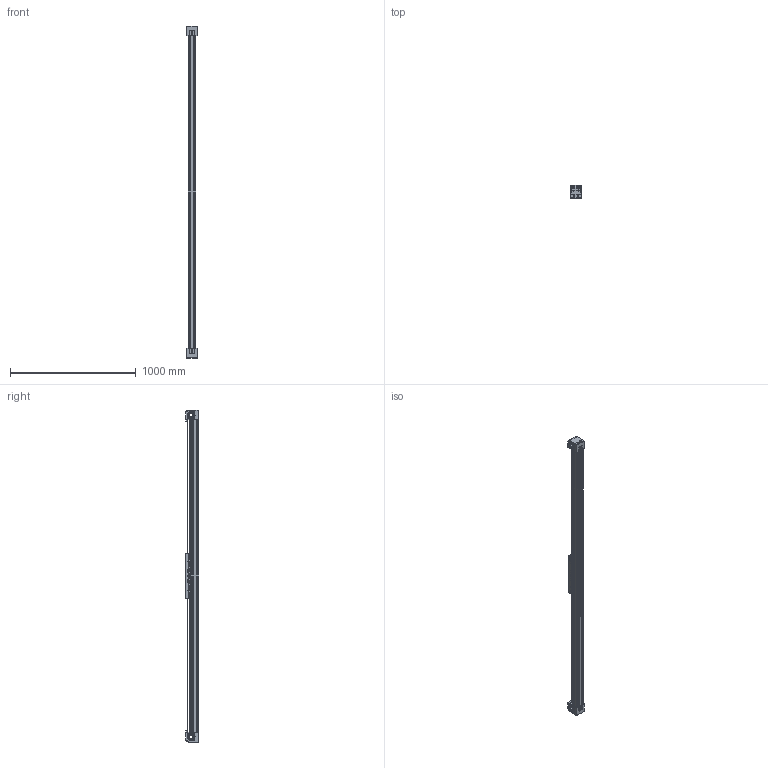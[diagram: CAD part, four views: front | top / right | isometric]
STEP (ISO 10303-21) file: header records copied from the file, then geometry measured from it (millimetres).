
FILE_DESCRIPTION (( 'STEP AP214' ), '1' );
FILE_NAME ('BLM60-2100.STEP', '2023-02-28T09:06:03', ( '' ), ( '' ), 'SwSTEP 2.0', 'SolidWorks 2023', '' );
FILE_SCHEMA (( 'AUTOMOTIVE_DESIGN' ));
Length unit declared in the file: millimetre
Products named in the file (1): BLM60-2100
Bounding box: 80 x 104 x 2636 mm (x, y, z)
Volume: 9515768.2 mm3; surface area: 1954146.3 mm2
Topology: 117 solids, 117 shells, 5334 faces, 14834 edges, 9680 vertices
Faces by surface type: plane 2944, cylinder 2022, torus 176, sphere 116, cone 52, bspline 24
Entity records: 233529 total; most frequent: CARTESIAN_POINT 34379, DIRECTION 29506, ORIENTED_EDGE 28964, EDGE_CURVE 14482, AXIS2_PLACEMENT_3D 9879, LINE 9748, VECTOR 9748, VERTEX_POINT 9568
